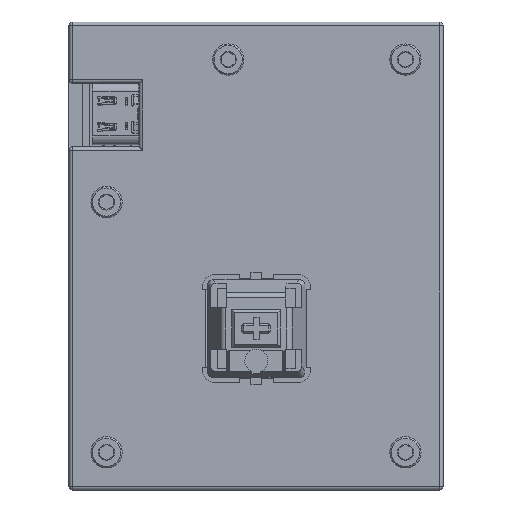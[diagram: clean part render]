
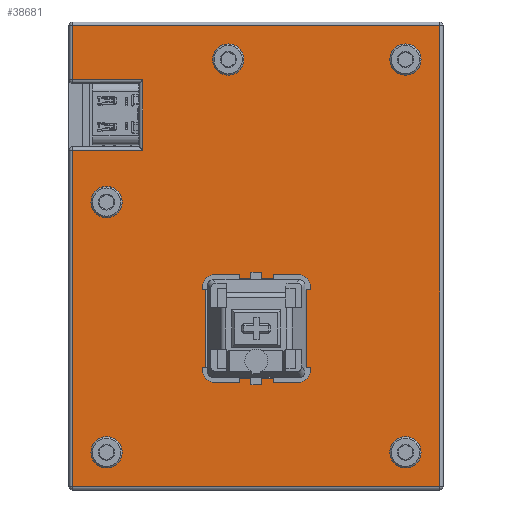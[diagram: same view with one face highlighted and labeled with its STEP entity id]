
A CAD part, top view. The second image highlights one B-rep face of the part: STEP entity #38681.
In plain terms, the highlighted face is planar.
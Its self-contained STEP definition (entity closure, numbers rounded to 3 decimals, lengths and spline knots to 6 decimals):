
#1255=CIRCLE('',#41329,0.00225);
#1256=CIRCLE('',#41330,0.00225);
#1257=CIRCLE('',#41331,0.00225);
#1258=CIRCLE('',#41332,0.00225);
#1259=CIRCLE('',#41333,0.00035);
#1260=CIRCLE('',#41334,0.00035);
#1261=CIRCLE('',#41335,0.00035);
#1262=CIRCLE('',#41336,0.00035);
#1263=CIRCLE('',#41337,0.00225);
#2140=ORIENTED_EDGE('',*,*,#13543,.T.);
#2141=ORIENTED_EDGE('',*,*,#13544,.T.);
#2142=ORIENTED_EDGE('',*,*,#13545,.T.);
#2143=ORIENTED_EDGE('',*,*,#13546,.T.);
#2144=ORIENTED_EDGE('',*,*,#13547,.T.);
#2145=ORIENTED_EDGE('',*,*,#13548,.T.);
#2146=ORIENTED_EDGE('',*,*,#13549,.T.);
#2147=ORIENTED_EDGE('',*,*,#13550,.T.);
#2148=ORIENTED_EDGE('',*,*,#13551,.T.);
#2149=ORIENTED_EDGE('',*,*,#13552,.T.);
#2150=ORIENTED_EDGE('',*,*,#13553,.T.);
#2151=ORIENTED_EDGE('',*,*,#13554,.T.);
#2152=ORIENTED_EDGE('',*,*,#13555,.T.);
#2153=ORIENTED_EDGE('',*,*,#13556,.T.);
#2154=ORIENTED_EDGE('',*,*,#13557,.T.);
#2155=ORIENTED_EDGE('',*,*,#13558,.T.);
#2156=ORIENTED_EDGE('',*,*,#13559,.T.);
#2157=ORIENTED_EDGE('',*,*,#13560,.T.);
#2158=ORIENTED_EDGE('',*,*,#13561,.T.);
#2159=ORIENTED_EDGE('',*,*,#13562,.T.);
#2160=ORIENTED_EDGE('',*,*,#13563,.T.);
#13543=EDGE_CURVE('',#19246,#19246,#1255,.T.);
#13544=EDGE_CURVE('',#19247,#19247,#1256,.T.);
#13545=EDGE_CURVE('',#19248,#19248,#1257,.T.);
#13546=EDGE_CURVE('',#19249,#19249,#1258,.T.);
#13547=EDGE_CURVE('',#19250,#19251,#23074,.T.);
#13548=EDGE_CURVE('',#19251,#19252,#1259,.T.);
#13549=EDGE_CURVE('',#19252,#19253,#23075,.T.);
#13550=EDGE_CURVE('',#19253,#19254,#1260,.T.);
#13551=EDGE_CURVE('',#19254,#19255,#23076,.F.);
#13552=EDGE_CURVE('',#19255,#19256,#1261,.T.);
#13553=EDGE_CURVE('',#19256,#19257,#23077,.F.);
#13554=EDGE_CURVE('',#19257,#19250,#1262,.T.);
#13555=EDGE_CURVE('',#19258,#19259,#23078,.T.);
#13556=EDGE_CURVE('',#19259,#19260,#23079,.F.);
#13557=EDGE_CURVE('',#19260,#19261,#23080,.T.);
#13558=EDGE_CURVE('',#19261,#19262,#23081,.F.);
#13559=EDGE_CURVE('',#19262,#19263,#23082,.T.);
#13560=EDGE_CURVE('',#19263,#19264,#23083,.F.);
#13561=EDGE_CURVE('',#19264,#19265,#23084,.F.);
#13562=EDGE_CURVE('',#19265,#19258,#23085,.T.);
#13563=EDGE_CURVE('',#19266,#19266,#1263,.T.);
#19246=VERTEX_POINT('',#55313);
#19247=VERTEX_POINT('',#55315);
#19248=VERTEX_POINT('',#55317);
#19249=VERTEX_POINT('',#55319);
#19250=VERTEX_POINT('',#55321);
#19251=VERTEX_POINT('',#55322);
#19252=VERTEX_POINT('',#55324);
#19253=VERTEX_POINT('',#55326);
#19254=VERTEX_POINT('',#55328);
#19255=VERTEX_POINT('',#55330);
#19256=VERTEX_POINT('',#55332);
#19257=VERTEX_POINT('',#55334);
#19258=VERTEX_POINT('',#55337);
#19259=VERTEX_POINT('',#55338);
#19260=VERTEX_POINT('',#55340);
#19261=VERTEX_POINT('',#55342);
#19262=VERTEX_POINT('',#55344);
#19263=VERTEX_POINT('',#55346);
#19264=VERTEX_POINT('',#55348);
#19265=VERTEX_POINT('',#55350);
#19266=VERTEX_POINT('',#55353);
#23074=LINE('',#55320,#27746);
#23075=LINE('',#55325,#27747);
#23076=LINE('',#55329,#27748);
#23077=LINE('',#55333,#27749);
#23078=LINE('',#55336,#27750);
#23079=LINE('',#55339,#27751);
#23080=LINE('',#55341,#27752);
#23081=LINE('',#55343,#27753);
#23082=LINE('',#55345,#27754);
#23083=LINE('',#55347,#27755);
#23084=LINE('',#55349,#27756);
#23085=LINE('',#55351,#27757);
#27746=VECTOR('',#44494,1.);
#27747=VECTOR('',#44497,1.);
#27748=VECTOR('',#44500,1.);
#27749=VECTOR('',#44503,1.);
#27750=VECTOR('',#44506,1.);
#27751=VECTOR('',#44507,1.);
#27752=VECTOR('',#44508,1.);
#27753=VECTOR('',#44509,1.);
#27754=VECTOR('',#44510,1.);
#27755=VECTOR('',#44511,1.);
#27756=VECTOR('',#44512,1.);
#27757=VECTOR('',#44513,1.);
#32363=EDGE_LOOP('',(#2140));
#32364=EDGE_LOOP('',(#2141));
#32365=EDGE_LOOP('',(#2142));
#32366=EDGE_LOOP('',(#2143));
#32367=EDGE_LOOP('',(#2144,#2145,#2146,#2147,#2148,#2149,#2150,#2151));
#32368=EDGE_LOOP('',(#2152,#2153,#2154,#2155,#2156,#2157,#2158,#2159));
#32369=EDGE_LOOP('',(#2160));
#34683=FACE_BOUND('',#32363,.T.);
#34684=FACE_BOUND('',#32364,.T.);
#34685=FACE_BOUND('',#32365,.T.);
#34686=FACE_BOUND('',#32366,.T.);
#34687=FACE_BOUND('',#32367,.T.);
#34688=FACE_BOUND('',#32368,.T.);
#34689=FACE_BOUND('',#32369,.T.);
#36998=PLANE('',#41328);
#38681=ADVANCED_FACE('',(#34683,#34684,#34685,#34686,#34687,#34688,#34689),
#36998,.F.);
#41328=AXIS2_PLACEMENT_3D('',#55311,#44484,#44485);
#41329=AXIS2_PLACEMENT_3D('',#55312,#44486,#44487);
#41330=AXIS2_PLACEMENT_3D('',#55314,#44488,#44489);
#41331=AXIS2_PLACEMENT_3D('',#55316,#44490,#44491);
#41332=AXIS2_PLACEMENT_3D('',#55318,#44492,#44493);
#41333=AXIS2_PLACEMENT_3D('',#55323,#44495,#44496);
#41334=AXIS2_PLACEMENT_3D('',#55327,#44498,#44499);
#41335=AXIS2_PLACEMENT_3D('',#55331,#44501,#44502);
#41336=AXIS2_PLACEMENT_3D('',#55335,#44504,#44505);
#41337=AXIS2_PLACEMENT_3D('',#55352,#44514,#44515);
#44484=DIRECTION('',(0.,0.,1.));
#44485=DIRECTION('',(1.,0.,0.));
#44486=DIRECTION('',(0.,0.,1.));
#44487=DIRECTION('',(1.,0.,0.));
#44488=DIRECTION('',(0.,0.,1.));
#44489=DIRECTION('',(1.,0.,0.));
#44490=DIRECTION('',(0.,0.,1.));
#44491=DIRECTION('',(1.,0.,0.));
#44492=DIRECTION('',(0.,0.,1.));
#44493=DIRECTION('',(1.,0.,0.));
#44494=DIRECTION('',(0.,-1.,0.));
#44495=DIRECTION('',(0.,0.,1.));
#44496=DIRECTION('',(1.,0.,0.));
#44497=DIRECTION('',(1.,0.,0.));
#44498=DIRECTION('',(0.,0.,1.));
#44499=DIRECTION('',(1.,0.,0.));
#44500=DIRECTION('',(0.,-1.,0.));
#44501=DIRECTION('',(0.,0.,1.));
#44502=DIRECTION('',(1.,0.,0.));
#44503=DIRECTION('',(1.,0.,0.));
#44504=DIRECTION('',(0.,0.,1.));
#44505=DIRECTION('',(1.,0.,0.));
#44506=DIRECTION('',(0.,-1.,0.));
#44507=DIRECTION('',(1.,0.,0.));
#44508=DIRECTION('',(0.,-1.,0.));
#44509=DIRECTION('',(-1.,0.,0.));
#44510=DIRECTION('',(0.,-1.,0.));
#44511=DIRECTION('',(1.,0.,0.));
#44512=DIRECTION('',(0.,-1.,0.));
#44513=DIRECTION('',(1.,0.,0.));
#44514=DIRECTION('',(0.,0.,1.));
#44515=DIRECTION('',(1.,0.,0.));
#55311=CARTESIAN_POINT('',(0.,-0.005808,0.));
#55312=CARTESIAN_POINT('',(-0.0215,0.022442,0.));
#55313=CARTESIAN_POINT('',(-0.01925,0.022442,0.));
#55314=CARTESIAN_POINT('',(0.0215,0.001942,0.));
#55315=CARTESIAN_POINT('',(0.02375,0.001942,0.));
#55316=CARTESIAN_POINT('',(0.0215,-0.034058,0.));
#55317=CARTESIAN_POINT('',(0.02375,-0.034058,0.));
#55318=CARTESIAN_POINT('',(-0.0215,-0.034058,0.));
#55319=CARTESIAN_POINT('',(-0.01925,-0.034058,0.));
#55320=CARTESIAN_POINT('',(-0.0072,-0.023058,0.));
#55321=CARTESIAN_POINT('',(-0.0072,-0.009358,0.));
#55322=CARTESIAN_POINT('',(-0.0072,-0.023058,0.));
#55323=CARTESIAN_POINT('',(-0.00685,-0.023058,0.));
#55324=CARTESIAN_POINT('',(-0.00685,-0.023408,0.));
#55325=CARTESIAN_POINT('',(0.00685,-0.023408,0.));
#55326=CARTESIAN_POINT('',(0.00685,-0.023408,0.));
#55327=CARTESIAN_POINT('',(0.00685,-0.023058,0.));
#55328=CARTESIAN_POINT('',(0.0072,-0.023058,0.));
#55329=CARTESIAN_POINT('',(0.0072,-0.005808,0.));
#55330=CARTESIAN_POINT('',(0.0072,-0.009358,0.));
#55331=CARTESIAN_POINT('',(0.00685,-0.009358,0.));
#55332=CARTESIAN_POINT('',(0.00685,-0.009008,0.));
#55333=CARTESIAN_POINT('',(0.,-0.009008,0.));
#55334=CARTESIAN_POINT('',(-0.00685,-0.009008,0.));
#55335=CARTESIAN_POINT('',(-0.00685,-0.009358,0.));
#55336=CARTESIAN_POINT('',(0.0264,0.019028,0.));
#55337=CARTESIAN_POINT('',(0.0264,0.027342,0.));
#55338=CARTESIAN_POINT('',(0.0264,0.019528,0.));
#55339=CARTESIAN_POINT('',(0.,0.019528,0.));
#55340=CARTESIAN_POINT('',(0.0163,0.019528,0.));
#55341=CARTESIAN_POINT('',(0.0163,0.009888,0.));
#55342=CARTESIAN_POINT('',(0.0163,0.009388,0.));
#55343=CARTESIAN_POINT('',(0.,0.009388,0.));
#55344=CARTESIAN_POINT('',(0.0264,0.009388,0.));
#55345=CARTESIAN_POINT('',(0.0264,-0.039458,0.));
#55346=CARTESIAN_POINT('',(0.0264,-0.038958,0.));
#55347=CARTESIAN_POINT('',(0.,-0.038958,0.));
#55348=CARTESIAN_POINT('',(-0.0264,-0.038958,0.));
#55349=CARTESIAN_POINT('',(-0.0264,-0.005808,0.));
#55350=CARTESIAN_POINT('',(-0.0264,0.027342,0.));
#55351=CARTESIAN_POINT('',(0.0269,0.027342,0.));
#55352=CARTESIAN_POINT('',(0.004,0.022442,0.));
#55353=CARTESIAN_POINT('',(0.00625,0.022442,0.));
